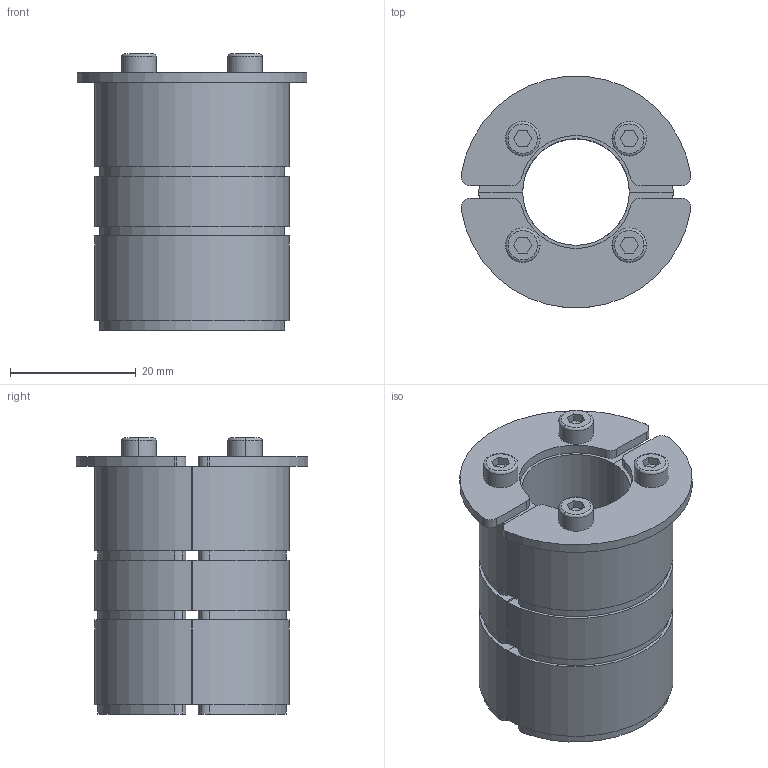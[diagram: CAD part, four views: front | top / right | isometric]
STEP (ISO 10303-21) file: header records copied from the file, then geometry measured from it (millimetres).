
FILE_DESCRIPTION((''),'2;1');
FILE_NAME('RS_PPS_S_31.stp','2008-07-23T15:52:47',(''),(''),'Mechanical Desktop 2005','Mechanical Desktop 2005',', , ');
FILE_SCHEMA(('CONFIG_CONTROL_DESIGN'));
Length unit declared in the file: millimetre
Products named in the file (10): RS_PPS_S_31; UPPER; FRONT FITTING; RUBBER FRAME; MIDDLE FITTING; EXPANDER; CASE; REAR FITTING; PART3; PART3(1)
Assembly tree (13 placements, depth 3):
  RS_PPS_S_31
    UPPER  x2
      FRONT FITTING
      RUBBER FRAME
      MIDDLE FITTING
      EXPANDER
      CASE
      REAR FITTING
      PART3
      PART3(1)
Bounding box: 36.63 x 36.87 x 44 mm (x, y, z)
Volume: 21806.1 mm3; surface area: 18610.2 mm2
Topology: 22 solids, 22 shells, 296 faces, 716 edges, 473 vertices
Faces by surface type: cylinder 176, plane 104, torus 8, cone 8
Entity records: 3675 total; most frequent: DIRECTION 670, CARTESIAN_POINT 583, ORIENTED_EDGE 548, EDGE_CURVE 274, AXIS2_PLACEMENT_3D 268, VERTEX_POINT 180, CIRCLE 140, EDGE_LOOP 140
